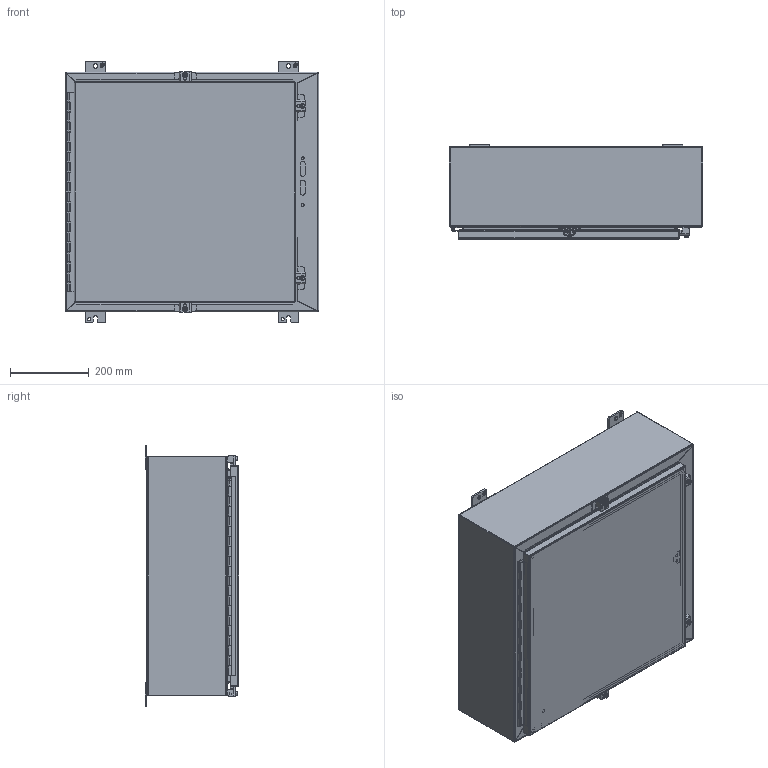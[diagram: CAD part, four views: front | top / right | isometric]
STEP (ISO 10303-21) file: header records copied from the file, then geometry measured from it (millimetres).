
FILE_DESCRIPTION (( 'STEP AP203' ), '1' );
FILE_NAME ('1447SN4C8_Default.step', '2019-11-12T14:58:48', ( '' ), ( '' ), 'SwSTEP 2.0', 'SolidWorks 2019', '' );
FILE_SCHEMA (( 'CONFIG_CONTROL_DESIGN' ));
Products named in the file (1): 1447SN4C8_Default
Bounding box: 644.52 x 238.68 x 666.75 mm (x, y, z)
Volume: 3611085 mm3; surface area: 3725959.9 mm2
Topology: 42 solids, 43 shells, 1450 faces, 3738 edges, 2412 vertices
Faces by surface type: plane 860, cylinder 497, bspline 70, cone 23
Entity records: 47407 total; most frequent: CARTESIAN_POINT 11712, ORIENTED_EDGE 7468, DIRECTION 7284, EDGE_CURVE 3734, VECTOR 2588, LINE 2588, VERTEX_POINT 2412, AXIS2_PLACEMENT_3D 2348
